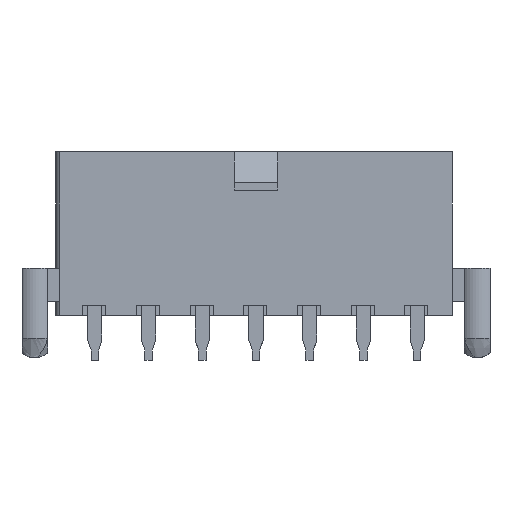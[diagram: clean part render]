
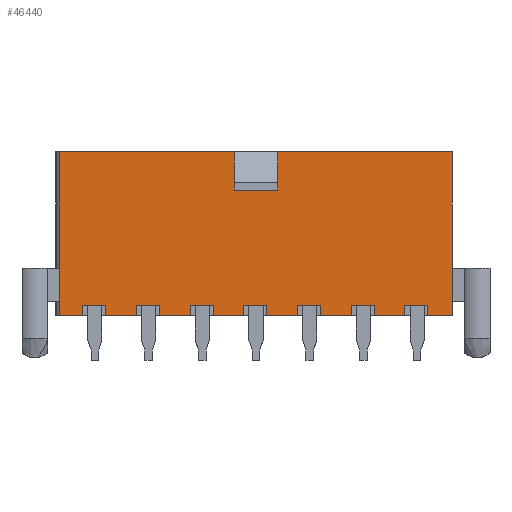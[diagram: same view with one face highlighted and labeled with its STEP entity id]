
A CAD part, front view. The second image highlights one B-rep face of the part: STEP entity #46440.
In plain terms, the highlighted planar face has unit normal (0, -1, 0).
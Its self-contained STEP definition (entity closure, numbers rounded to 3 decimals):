
#4019=ORIENTED_EDGE('',*,*,#13461,.F.);
#4020=ORIENTED_EDGE('',*,*,#12844,.T.);
#4021=ORIENTED_EDGE('',*,*,#13462,.T.);
#4022=ORIENTED_EDGE('',*,*,#12840,.T.);
#4023=ORIENTED_EDGE('',*,*,#13463,.F.);
#4024=ORIENTED_EDGE('',*,*,#13464,.T.);
#4025=ORIENTED_EDGE('',*,*,#13465,.T.);
#4026=ORIENTED_EDGE('',*,*,#13220,.F.);
#4027=ORIENTED_EDGE('',*,*,#13229,.F.);
#4028=ORIENTED_EDGE('',*,*,#13224,.T.);
#4029=ORIENTED_EDGE('',*,*,#13466,.T.);
#4030=ORIENTED_EDGE('',*,*,#13467,.F.);
#4031=ORIENTED_EDGE('',*,*,#13468,.F.);
#4032=ORIENTED_EDGE('',*,*,#13366,.T.);
#4033=ORIENTED_EDGE('',*,*,#13389,.T.);
#4034=ORIENTED_EDGE('',*,*,#13362,.T.);
#4035=ORIENTED_EDGE('',*,*,#13469,.F.);
#4036=ORIENTED_EDGE('',*,*,#13203,.T.);
#4037=ORIENTED_EDGE('',*,*,#13415,.T.);
#4038=ORIENTED_EDGE('',*,*,#13199,.T.);
#4039=ORIENTED_EDGE('',*,*,#13470,.F.);
#4040=ORIENTED_EDGE('',*,*,#13130,.T.);
#4041=ORIENTED_EDGE('',*,*,#13425,.T.);
#4042=ORIENTED_EDGE('',*,*,#13126,.T.);
#4043=ORIENTED_EDGE('',*,*,#13471,.F.);
#4044=ORIENTED_EDGE('',*,*,#13059,.T.);
#4045=ORIENTED_EDGE('',*,*,#13435,.T.);
#4046=ORIENTED_EDGE('',*,*,#13055,.T.);
#4047=ORIENTED_EDGE('',*,*,#13472,.F.);
#4048=ORIENTED_EDGE('',*,*,#12990,.T.);
#4049=ORIENTED_EDGE('',*,*,#13446,.T.);
#4050=ORIENTED_EDGE('',*,*,#12986,.T.);
#4051=ORIENTED_EDGE('',*,*,#13473,.F.);
#4052=ORIENTED_EDGE('',*,*,#12917,.T.);
#4053=ORIENTED_EDGE('',*,*,#13456,.T.);
#4054=ORIENTED_EDGE('',*,*,#12913,.T.);
#12840=EDGE_CURVE('',#17713,#17716,#21238,.T.);
#12844=EDGE_CURVE('',#17717,#17720,#21242,.T.);
#12913=EDGE_CURVE('',#17760,#17763,#21309,.T.);
#12917=EDGE_CURVE('',#17764,#17767,#21313,.T.);
#12986=EDGE_CURVE('',#17805,#17808,#21380,.T.);
#12990=EDGE_CURVE('',#17809,#17812,#21384,.T.);
#13055=EDGE_CURVE('',#17849,#17852,#21447,.T.);
#13059=EDGE_CURVE('',#17853,#17856,#21451,.T.);
#13126=EDGE_CURVE('',#17896,#17899,#21516,.T.);
#13130=EDGE_CURVE('',#17900,#17903,#21520,.T.);
#13199=EDGE_CURVE('',#17943,#17946,#21587,.T.);
#13203=EDGE_CURVE('',#17947,#17950,#21591,.T.);
#13220=EDGE_CURVE('',#17959,#17960,#21608,.T.);
#13224=EDGE_CURVE('',#17963,#17964,#21612,.T.);
#13229=EDGE_CURVE('',#17963,#17959,#21617,.T.);
#13362=EDGE_CURVE('',#18049,#18052,#21746,.T.);
#13366=EDGE_CURVE('',#18053,#18056,#21750,.T.);
#13389=EDGE_CURVE('',#18056,#18049,#21773,.T.);
#13415=EDGE_CURVE('',#17950,#17943,#21799,.T.);
#13425=EDGE_CURVE('',#17903,#17896,#21809,.T.);
#13435=EDGE_CURVE('',#17856,#17849,#21819,.T.);
#13446=EDGE_CURVE('',#17812,#17805,#21830,.T.);
#13456=EDGE_CURVE('',#17767,#17760,#21840,.T.);
#13461=EDGE_CURVE('',#17717,#17763,#21845,.T.);
#13462=EDGE_CURVE('',#17720,#17713,#21846,.T.);
#13463=EDGE_CURVE('',#18091,#17716,#21847,.T.);
#13464=EDGE_CURVE('',#18091,#18092,#21848,.T.);
#13465=EDGE_CURVE('',#18092,#17960,#21849,.T.);
#13466=EDGE_CURVE('',#17964,#18093,#21850,.T.);
#13467=EDGE_CURVE('',#18094,#18093,#21851,.T.);
#13468=EDGE_CURVE('',#18053,#18094,#21852,.T.);
#13469=EDGE_CURVE('',#17947,#18052,#21853,.T.);
#13470=EDGE_CURVE('',#17900,#17946,#21854,.T.);
#13471=EDGE_CURVE('',#17853,#17899,#21855,.T.);
#13472=EDGE_CURVE('',#17809,#17852,#21856,.T.);
#13473=EDGE_CURVE('',#17764,#17808,#21857,.T.);
#17713=VERTEX_POINT('',#62452);
#17716=VERTEX_POINT('',#62457);
#17717=VERTEX_POINT('',#62461);
#17720=VERTEX_POINT('',#62466);
#17760=VERTEX_POINT('',#62593);
#17763=VERTEX_POINT('',#62598);
#17764=VERTEX_POINT('',#62602);
#17767=VERTEX_POINT('',#62607);
#17805=VERTEX_POINT('',#62732);
#17808=VERTEX_POINT('',#62737);
#17809=VERTEX_POINT('',#62741);
#17812=VERTEX_POINT('',#62746);
#17849=VERTEX_POINT('',#62864);
#17852=VERTEX_POINT('',#62869);
#17853=VERTEX_POINT('',#62873);
#17856=VERTEX_POINT('',#62878);
#17896=VERTEX_POINT('',#63002);
#17899=VERTEX_POINT('',#63007);
#17900=VERTEX_POINT('',#63011);
#17903=VERTEX_POINT('',#63016);
#17943=VERTEX_POINT('',#63143);
#17946=VERTEX_POINT('',#63148);
#17947=VERTEX_POINT('',#63152);
#17950=VERTEX_POINT('',#63157);
#17959=VERTEX_POINT('',#63191);
#17960=VERTEX_POINT('',#63192);
#17963=VERTEX_POINT('',#63200);
#17964=VERTEX_POINT('',#63201);
#18049=VERTEX_POINT('',#63459);
#18052=VERTEX_POINT('',#63464);
#18053=VERTEX_POINT('',#63468);
#18056=VERTEX_POINT('',#63473);
#18091=VERTEX_POINT('',#63633);
#18092=VERTEX_POINT('',#63635);
#18093=VERTEX_POINT('',#63638);
#18094=VERTEX_POINT('',#63640);
#21238=LINE('',#62458,#25730);
#21242=LINE('',#62467,#25734);
#21309=LINE('',#62599,#25801);
#21313=LINE('',#62608,#25805);
#21380=LINE('',#62738,#25872);
#21384=LINE('',#62747,#25876);
#21447=LINE('',#62870,#25939);
#21451=LINE('',#62879,#25943);
#21516=LINE('',#63008,#26008);
#21520=LINE('',#63017,#26012);
#21587=LINE('',#63149,#26079);
#21591=LINE('',#63158,#26083);
#21608=LINE('',#63190,#26100);
#21612=LINE('',#63199,#26104);
#21617=LINE('',#63209,#26109);
#21746=LINE('',#63465,#26238);
#21750=LINE('',#63474,#26242);
#21773=LINE('',#63515,#26265);
#21799=LINE('',#63557,#26291);
#21809=LINE('',#63573,#26301);
#21819=LINE('',#63589,#26311);
#21830=LINE('',#63607,#26322);
#21840=LINE('',#63623,#26332);
#21845=LINE('',#63630,#26337);
#21846=LINE('',#63631,#26338);
#21847=LINE('',#63632,#26339);
#21848=LINE('',#63634,#26340);
#21849=LINE('',#63636,#26341);
#21850=LINE('',#63637,#26342);
#21851=LINE('',#63639,#26343);
#21852=LINE('',#63641,#26344);
#21853=LINE('',#63642,#26345);
#21854=LINE('',#63643,#26346);
#21855=LINE('',#63644,#26347);
#21856=LINE('',#63645,#26348);
#21857=LINE('',#63646,#26349);
#25730=VECTOR('',#52197,1000.);
#25734=VECTOR('',#52203,1000.);
#25801=VECTOR('',#52314,1000.);
#25805=VECTOR('',#52320,1000.);
#25872=VECTOR('',#52431,1000.);
#25876=VECTOR('',#52437,1000.);
#25939=VECTOR('',#52540,1000.);
#25943=VECTOR('',#52546,1000.);
#26008=VECTOR('',#52653,1000.);
#26012=VECTOR('',#52659,1000.);
#26079=VECTOR('',#52770,1000.);
#26083=VECTOR('',#52776,1000.);
#26100=VECTOR('',#52807,1000.);
#26104=VECTOR('',#52813,1000.);
#26109=VECTOR('',#52820,1000.);
#26238=VECTOR('',#53031,1000.);
#26242=VECTOR('',#53037,1000.);
#26265=VECTOR('',#53074,1000.);
#26291=VECTOR('',#53112,1000.);
#26301=VECTOR('',#53128,1000.);
#26311=VECTOR('',#53144,1000.);
#26322=VECTOR('',#53161,1000.);
#26332=VECTOR('',#53177,1000.);
#26337=VECTOR('',#53186,1000.);
#26338=VECTOR('',#53187,1000.);
#26339=VECTOR('',#53188,1000.);
#26340=VECTOR('',#53189,1000.);
#26341=VECTOR('',#53190,1000.);
#26342=VECTOR('',#53191,1000.);
#26343=VECTOR('',#53192,1000.);
#26344=VECTOR('',#53193,1000.);
#26345=VECTOR('',#53194,1000.);
#26346=VECTOR('',#53195,1000.);
#26347=VECTOR('',#53196,1000.);
#26348=VECTOR('',#53197,1000.);
#26349=VECTOR('',#53198,1000.);
#29462=EDGE_LOOP('',(#4019,#4020,#4021,#4022,#4023,#4024,#4025,#4026,#4027,
#4028,#4029,#4030,#4031,#4032,#4033,#4034,#4035,#4036,#4037,#4038,#4039,
#4040,#4041,#4042,#4043,#4044,#4045,#4046,#4047,#4048,#4049,#4050,#4051,
#4052,#4053,#4054));
#31232=FACE_BOUND('',#29462,.T.);
#32946=PLANE('',#48284);
#46440=ADVANCED_FACE('',(#31232),#32946,.T.);
#48284=AXIS2_PLACEMENT_3D('',#63629,#53184,#53185);
#52197=DIRECTION('',(0.,0.,-1.));
#52203=DIRECTION('',(0.,0.,1.));
#52314=DIRECTION('',(0.,0.,-1.));
#52320=DIRECTION('',(0.,0.,1.));
#52431=DIRECTION('',(0.,0.,-1.));
#52437=DIRECTION('',(0.,0.,1.));
#52540=DIRECTION('',(0.,0.,-1.));
#52546=DIRECTION('',(0.,0.,1.));
#52653=DIRECTION('',(0.,0.,-1.));
#52659=DIRECTION('',(0.,0.,1.));
#52770=DIRECTION('',(0.,0.,-1.));
#52776=DIRECTION('',(0.,0.,1.));
#52807=DIRECTION('',(0.,0.,1.));
#52813=DIRECTION('',(0.,0.,1.));
#52820=DIRECTION('',(1.,0.,0.));
#53031=DIRECTION('',(0.,0.,-1.));
#53037=DIRECTION('',(0.,0.,1.));
#53074=DIRECTION('',(1.,0.,0.));
#53112=DIRECTION('',(1.,0.,0.));
#53128=DIRECTION('',(1.,0.,0.));
#53144=DIRECTION('',(1.,0.,0.));
#53161=DIRECTION('',(1.,0.,0.));
#53177=DIRECTION('',(1.,0.,0.));
#53184=DIRECTION('',(0.,-1.,0.));
#53185=DIRECTION('',(0.,0.,-1.));
#53186=DIRECTION('',(-1.,0.,0.));
#53187=DIRECTION('',(1.,0.,0.));
#53188=DIRECTION('',(-1.,0.,0.));
#53189=DIRECTION('',(0.,0.,1.));
#53190=DIRECTION('',(-1.,0.,0.));
#53191=DIRECTION('',(-1.,0.,0.));
#53192=DIRECTION('',(0.,0.,1.));
#53193=DIRECTION('',(-1.,0.,0.));
#53194=DIRECTION('',(-1.,0.,0.));
#53195=DIRECTION('',(-1.,0.,0.));
#53196=DIRECTION('',(-1.,0.,0.));
#53197=DIRECTION('',(-1.,0.,0.));
#53198=DIRECTION('',(-1.,0.,0.));
#62452=CARTESIAN_POINT('',(13.45,-4.8,-5.6));
#62457=CARTESIAN_POINT('',(13.45,-4.8,-6.4));
#62458=CARTESIAN_POINT('',(13.45,-4.8,-6.4));
#62461=CARTESIAN_POINT('',(11.65,-4.8,-6.4));
#62466=CARTESIAN_POINT('',(11.65,-4.8,-5.6));
#62467=CARTESIAN_POINT('',(11.65,-4.8,-6.4));
#62593=CARTESIAN_POINT('',(9.25,-4.8,-5.6));
#62598=CARTESIAN_POINT('',(9.25,-4.8,-6.4));
#62599=CARTESIAN_POINT('',(9.25,-4.8,-6.4));
#62602=CARTESIAN_POINT('',(7.45,-4.8,-6.4));
#62607=CARTESIAN_POINT('',(7.45,-4.8,-5.6));
#62608=CARTESIAN_POINT('',(7.45,-4.8,-6.4));
#62732=CARTESIAN_POINT('',(5.05,-4.8,-5.6));
#62737=CARTESIAN_POINT('',(5.05,-4.8,-6.4));
#62738=CARTESIAN_POINT('',(5.05,-4.8,-6.4));
#62741=CARTESIAN_POINT('',(3.25,-4.8,-6.4));
#62746=CARTESIAN_POINT('',(3.25,-4.8,-5.6));
#62747=CARTESIAN_POINT('',(3.25,-4.8,-6.4));
#62864=CARTESIAN_POINT('',(0.85,-4.8,-5.6));
#62869=CARTESIAN_POINT('',(0.85,-4.8,-6.4));
#62870=CARTESIAN_POINT('',(0.85,-4.8,-6.4));
#62873=CARTESIAN_POINT('',(-0.95,-4.8,-6.4));
#62878=CARTESIAN_POINT('',(-0.95,-4.8,-5.6));
#62879=CARTESIAN_POINT('',(-0.95,-4.8,-6.4));
#63002=CARTESIAN_POINT('',(-3.35,-4.8,-5.6));
#63007=CARTESIAN_POINT('',(-3.35,-4.8,-6.4));
#63008=CARTESIAN_POINT('',(-3.35,-4.8,-6.4));
#63011=CARTESIAN_POINT('',(-5.15,-4.8,-6.4));
#63016=CARTESIAN_POINT('',(-5.15,-4.8,-5.6));
#63017=CARTESIAN_POINT('',(-5.15,-4.8,-6.4));
#63143=CARTESIAN_POINT('',(-7.55,-4.8,-5.6));
#63148=CARTESIAN_POINT('',(-7.55,-4.8,-6.4));
#63149=CARTESIAN_POINT('',(-7.55,-4.8,-6.4));
#63152=CARTESIAN_POINT('',(-9.35,-4.8,-6.4));
#63157=CARTESIAN_POINT('',(-9.35,-4.8,-5.6));
#63158=CARTESIAN_POINT('',(-9.35,-4.8,-6.4));
#63190=CARTESIAN_POINT('',(1.7,-4.8,3.4));
#63191=CARTESIAN_POINT('',(1.7,-4.8,3.4));
#63192=CARTESIAN_POINT('',(1.7,-4.8,6.4));
#63199=CARTESIAN_POINT('',(-1.7,-4.8,3.4));
#63200=CARTESIAN_POINT('',(-1.7,-4.8,3.4));
#63201=CARTESIAN_POINT('',(-1.7,-4.8,6.4));
#63209=CARTESIAN_POINT('',(-1.7,-4.8,3.4));
#63459=CARTESIAN_POINT('',(-11.75,-4.8,-5.6));
#63464=CARTESIAN_POINT('',(-11.75,-4.8,-6.4));
#63465=CARTESIAN_POINT('',(-11.75,-4.8,-6.4));
#63468=CARTESIAN_POINT('',(-13.55,-4.8,-6.4));
#63473=CARTESIAN_POINT('',(-13.55,-4.8,-5.6));
#63474=CARTESIAN_POINT('',(-13.55,-4.8,-6.4));
#63515=CARTESIAN_POINT('',(15.35,-4.8,-5.6));
#63557=CARTESIAN_POINT('',(15.35,-4.8,-5.6));
#63573=CARTESIAN_POINT('',(15.35,-4.8,-5.6));
#63589=CARTESIAN_POINT('',(15.35,-4.8,-5.6));
#63607=CARTESIAN_POINT('',(15.35,-4.8,-5.6));
#63623=CARTESIAN_POINT('',(15.35,-4.8,-5.6));
#63629=CARTESIAN_POINT('',(15.35,-4.8,-6.4));
#63630=CARTESIAN_POINT('',(15.35,-4.8,-6.4));
#63631=CARTESIAN_POINT('',(15.35,-4.8,-5.6));
#63632=CARTESIAN_POINT('',(15.35,-4.8,-6.4));
#63633=CARTESIAN_POINT('',(15.35,-4.8,-6.4));
#63634=CARTESIAN_POINT('',(15.35,-4.8,-6.4));
#63635=CARTESIAN_POINT('',(15.35,-4.8,6.4));
#63636=CARTESIAN_POINT('',(15.35,-4.8,6.4));
#63637=CARTESIAN_POINT('',(15.35,-4.8,6.4));
#63638=CARTESIAN_POINT('',(-15.35,-4.8,6.4));
#63639=CARTESIAN_POINT('',(-15.35,-4.8,-6.4));
#63640=CARTESIAN_POINT('',(-15.35,-4.8,-6.4));
#63641=CARTESIAN_POINT('',(15.35,-4.8,-6.4));
#63642=CARTESIAN_POINT('',(15.35,-4.8,-6.4));
#63643=CARTESIAN_POINT('',(15.35,-4.8,-6.4));
#63644=CARTESIAN_POINT('',(15.35,-4.8,-6.4));
#63645=CARTESIAN_POINT('',(15.35,-4.8,-6.4));
#63646=CARTESIAN_POINT('',(15.35,-4.8,-6.4));
